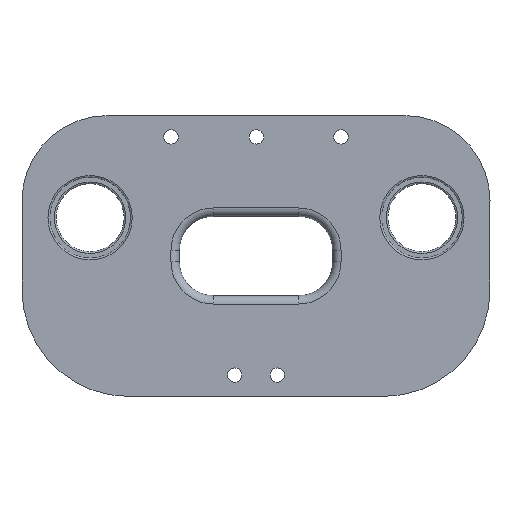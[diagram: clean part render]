
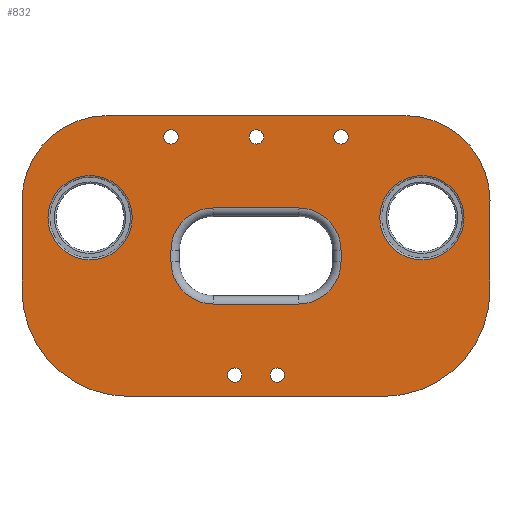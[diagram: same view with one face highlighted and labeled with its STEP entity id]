
A CAD part, front view. The second image highlights one B-rep face of the part: STEP entity #832.
In plain terms, the highlighted planar face has unit normal (0, -1, 0).
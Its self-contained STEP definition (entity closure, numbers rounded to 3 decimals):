
#40=FACE_BOUND('',#221,.T.);
#41=FACE_BOUND('',#222,.T.);
#42=FACE_BOUND('',#223,.T.);
#43=FACE_BOUND('',#224,.T.);
#44=FACE_BOUND('',#225,.T.);
#45=FACE_BOUND('',#226,.T.);
#46=FACE_BOUND('',#227,.T.);
#47=FACE_BOUND('',#228,.T.);
#58=LINE('',#1340,#107);
#59=LINE('',#1344,#108);
#60=LINE('',#1348,#109);
#61=LINE('',#1352,#110);
#62=LINE('',#1368,#111);
#63=LINE('',#1372,#112);
#64=LINE('',#1376,#113);
#65=LINE('',#1380,#114);
#107=VECTOR('',#1037,10.);
#108=VECTOR('',#1040,10.);
#109=VECTOR('',#1043,10.);
#110=VECTOR('',#1046,10.);
#111=VECTOR('',#1061,10.);
#112=VECTOR('',#1064,10.);
#113=VECTOR('',#1067,10.);
#114=VECTOR('',#1070,10.);
#156=PLANE('',#901);
#169=FACE_OUTER_BOUND('',#220,.T.);
#220=EDGE_LOOP('',(#572,#573,#574,#575,#576,#577,#578,#579));
#221=EDGE_LOOP('',(#580));
#222=EDGE_LOOP('',(#581));
#223=EDGE_LOOP('',(#582));
#224=EDGE_LOOP('',(#583));
#225=EDGE_LOOP('',(#584));
#226=EDGE_LOOP('',(#585));
#227=EDGE_LOOP('',(#586,#587,#588,#589,#590,#591,#592,#593));
#228=EDGE_LOOP('',(#594));
#288=CIRCLE('',#897,9.9);
#292=CIRCLE('',#902,25.);
#293=CIRCLE('',#903,20.);
#294=CIRCLE('',#904,20.);
#295=CIRCLE('',#905,25.);
#296=CIRCLE('',#906,9.9);
#297=CIRCLE('',#907,1.7);
#298=CIRCLE('',#908,1.7);
#299=CIRCLE('',#909,1.7);
#300=CIRCLE('',#910,1.7);
#301=CIRCLE('',#911,1.7);
#302=CIRCLE('',#912,10.);
#303=CIRCLE('',#913,10.);
#304=CIRCLE('',#914,10.);
#305=CIRCLE('',#915,10.);
#364=VERTEX_POINT('',#1330);
#367=VERTEX_POINT('',#1338);
#368=VERTEX_POINT('',#1339);
#369=VERTEX_POINT('',#1341);
#370=VERTEX_POINT('',#1343);
#371=VERTEX_POINT('',#1345);
#372=VERTEX_POINT('',#1347);
#373=VERTEX_POINT('',#1349);
#374=VERTEX_POINT('',#1351);
#375=VERTEX_POINT('',#1354);
#376=VERTEX_POINT('',#1356);
#377=VERTEX_POINT('',#1358);
#378=VERTEX_POINT('',#1360);
#379=VERTEX_POINT('',#1362);
#380=VERTEX_POINT('',#1364);
#381=VERTEX_POINT('',#1366);
#382=VERTEX_POINT('',#1367);
#383=VERTEX_POINT('',#1369);
#384=VERTEX_POINT('',#1371);
#385=VERTEX_POINT('',#1373);
#386=VERTEX_POINT('',#1375);
#387=VERTEX_POINT('',#1377);
#388=VERTEX_POINT('',#1379);
#442=EDGE_CURVE('',#364,#364,#288,.T.);
#446=EDGE_CURVE('',#367,#368,#58,.T.);
#447=EDGE_CURVE('',#368,#369,#292,.T.);
#448=EDGE_CURVE('',#369,#370,#59,.T.);
#449=EDGE_CURVE('',#370,#371,#293,.T.);
#450=EDGE_CURVE('',#371,#372,#60,.T.);
#451=EDGE_CURVE('',#372,#373,#294,.T.);
#452=EDGE_CURVE('',#373,#374,#61,.T.);
#453=EDGE_CURVE('',#374,#367,#295,.T.);
#454=EDGE_CURVE('',#375,#375,#296,.T.);
#455=EDGE_CURVE('',#376,#376,#297,.T.);
#456=EDGE_CURVE('',#377,#377,#298,.T.);
#457=EDGE_CURVE('',#378,#378,#299,.T.);
#458=EDGE_CURVE('',#379,#379,#300,.T.);
#459=EDGE_CURVE('',#380,#380,#301,.T.);
#460=EDGE_CURVE('',#381,#382,#62,.T.);
#461=EDGE_CURVE('',#383,#381,#302,.T.);
#462=EDGE_CURVE('',#384,#383,#63,.T.);
#463=EDGE_CURVE('',#385,#384,#303,.T.);
#464=EDGE_CURVE('',#386,#385,#64,.T.);
#465=EDGE_CURVE('',#387,#386,#304,.T.);
#466=EDGE_CURVE('',#388,#387,#65,.T.);
#467=EDGE_CURVE('',#382,#388,#305,.T.);
#572=ORIENTED_EDGE('',*,*,#446,.T.);
#573=ORIENTED_EDGE('',*,*,#447,.T.);
#574=ORIENTED_EDGE('',*,*,#448,.T.);
#575=ORIENTED_EDGE('',*,*,#449,.T.);
#576=ORIENTED_EDGE('',*,*,#450,.T.);
#577=ORIENTED_EDGE('',*,*,#451,.T.);
#578=ORIENTED_EDGE('',*,*,#452,.T.);
#579=ORIENTED_EDGE('',*,*,#453,.T.);
#580=ORIENTED_EDGE('',*,*,#454,.F.);
#581=ORIENTED_EDGE('',*,*,#455,.T.);
#582=ORIENTED_EDGE('',*,*,#456,.T.);
#583=ORIENTED_EDGE('',*,*,#457,.T.);
#584=ORIENTED_EDGE('',*,*,#458,.T.);
#585=ORIENTED_EDGE('',*,*,#459,.T.);
#586=ORIENTED_EDGE('',*,*,#460,.F.);
#587=ORIENTED_EDGE('',*,*,#461,.F.);
#588=ORIENTED_EDGE('',*,*,#462,.F.);
#589=ORIENTED_EDGE('',*,*,#463,.F.);
#590=ORIENTED_EDGE('',*,*,#464,.F.);
#591=ORIENTED_EDGE('',*,*,#465,.F.);
#592=ORIENTED_EDGE('',*,*,#466,.F.);
#593=ORIENTED_EDGE('',*,*,#467,.F.);
#594=ORIENTED_EDGE('',*,*,#442,.F.);
#832=ADVANCED_FACE('',(#169,#40,#41,#42,#43,#44,#45,#46,#47),#156,.T.);
#897=AXIS2_PLACEMENT_3D('',#1331,#1027,#1028);
#901=AXIS2_PLACEMENT_3D('',#1337,#1035,#1036);
#902=AXIS2_PLACEMENT_3D('',#1342,#1038,#1039);
#903=AXIS2_PLACEMENT_3D('',#1346,#1041,#1042);
#904=AXIS2_PLACEMENT_3D('',#1350,#1044,#1045);
#905=AXIS2_PLACEMENT_3D('',#1353,#1047,#1048);
#906=AXIS2_PLACEMENT_3D('',#1355,#1049,#1050);
#907=AXIS2_PLACEMENT_3D('',#1357,#1051,#1052);
#908=AXIS2_PLACEMENT_3D('',#1359,#1053,#1054);
#909=AXIS2_PLACEMENT_3D('',#1361,#1055,#1056);
#910=AXIS2_PLACEMENT_3D('',#1363,#1057,#1058);
#911=AXIS2_PLACEMENT_3D('',#1365,#1059,#1060);
#912=AXIS2_PLACEMENT_3D('',#1370,#1062,#1063);
#913=AXIS2_PLACEMENT_3D('',#1374,#1065,#1066);
#914=AXIS2_PLACEMENT_3D('',#1378,#1068,#1069);
#915=AXIS2_PLACEMENT_3D('',#1381,#1071,#1072);
#1027=DIRECTION('center_axis',(0.,-1.,0.));
#1028=DIRECTION('ref_axis',(1.,0.,0.));
#1035=DIRECTION('center_axis',(0.,-1.,0.));
#1036=DIRECTION('ref_axis',(1.,0.,0.));
#1037=DIRECTION('',(1.,0.,0.));
#1038=DIRECTION('center_axis',(0.,-1.,0.));
#1039=DIRECTION('ref_axis',(0.,0.,
-1.));
#1040=DIRECTION('',(0.,0.,1.));
#1041=DIRECTION('center_axis',(0.,-1.,0.));
#1042=DIRECTION('ref_axis',(1.,0.,0.));
#1043=DIRECTION('',(-1.,0.,0.));
#1044=DIRECTION('center_axis',(0.,-1.,0.));
#1045=DIRECTION('ref_axis',(0.,0.,1.));
#1046=DIRECTION('',(0.,0.,-1.));
#1047=DIRECTION('center_axis',(0.,-1.,0.));
#1048=DIRECTION('ref_axis',(-1.,0.,0.));
#1049=DIRECTION('center_axis',(0.,-1.,0.));
#1050=DIRECTION('ref_axis',(1.,0.,0.));
#1051=DIRECTION('center_axis',(0.,1.,0.));
#1052=DIRECTION('ref_axis',(0.,0.,1.));
#1053=DIRECTION('center_axis',(0.,1.,0.));
#1054=DIRECTION('ref_axis',(0.,0.,1.));
#1055=DIRECTION('center_axis',(0.,1.,0.));
#1056=DIRECTION('ref_axis',(0.,0.,1.));
#1057=DIRECTION('center_axis',(0.,1.,0.));
#1058=DIRECTION('ref_axis',(0.,0.,1.));
#1059=DIRECTION('center_axis',(0.,1.,0.));
#1060=DIRECTION('ref_axis',(0.,0.,1.));
#1061=DIRECTION('',(0.,0.,-1.));
#1062=DIRECTION('center_axis',(0.,-1.,0.));
#1063=DIRECTION('ref_axis',(-0.707,0.,0.707));
#1064=DIRECTION('',(-1.,0.,0.));
#1065=DIRECTION('center_axis',(0.,-1.,0.));
#1066=DIRECTION('ref_axis',(0.707,0.,0.707));
#1067=DIRECTION('',(0.,0.,1.));
#1068=DIRECTION('center_axis',(0.,-1.,0.));
#1069=DIRECTION('ref_axis',(0.707,0.,-0.707));
#1070=DIRECTION('',(1.,0.,0.));
#1071=DIRECTION('center_axis',(0.,-1.,0.));
#1072=DIRECTION('ref_axis',(-0.707,0.,-0.707));
#1330=CARTESIAN_POINT('',(77.476,53.694,467.519));
#1331=CARTESIAN_POINT('Origin',(77.476,53.694,477.419));
#1337=CARTESIAN_POINT('Origin',(116.476,53.694,468.419));
#1338=CARTESIAN_POINT('',(86.476,53.694,435.419));
#1339=CARTESIAN_POINT('',(146.476,53.694,435.419));
#1340=CARTESIAN_POINT('',(86.476,53.694,435.419));
#1341=CARTESIAN_POINT('',(171.476,53.694,460.419));
#1342=CARTESIAN_POINT('Origin',(146.476,53.694,460.419));
#1343=CARTESIAN_POINT('',(171.476,53.694,481.419));
#1344=CARTESIAN_POINT('',(171.476,53.694,460.419));
#1345=CARTESIAN_POINT('',(151.476,53.694,501.419));
#1346=CARTESIAN_POINT('Origin',(151.476,53.694,481.419));
#1347=CARTESIAN_POINT('',(81.476,53.694,501.419));
#1348=CARTESIAN_POINT('',(151.476,53.694,501.419));
#1349=CARTESIAN_POINT('',(61.476,53.694,481.419));
#1350=CARTESIAN_POINT('Origin',(81.476,53.694,481.419));
#1351=CARTESIAN_POINT('',(61.476,53.694,460.419));
#1352=CARTESIAN_POINT('',(61.476,53.694,481.419));
#1353=CARTESIAN_POINT('Origin',(86.476,53.694,460.419));
#1354=CARTESIAN_POINT('',(155.476,53.694,467.519));
#1355=CARTESIAN_POINT('Origin',(155.476,53.694,477.419));
#1356=CARTESIAN_POINT('',(111.476,53.694,438.719));
#1357=CARTESIAN_POINT('Origin',(111.476,53.694,440.419));
#1358=CARTESIAN_POINT('',(96.476,53.694,494.719));
#1359=CARTESIAN_POINT('Origin',(96.476,53.694,496.419));
#1360=CARTESIAN_POINT('',(136.476,53.694,494.719));
#1361=CARTESIAN_POINT('Origin',(136.476,53.694,496.419));
#1362=CARTESIAN_POINT('',(116.566,53.694,494.719));
#1363=CARTESIAN_POINT('Origin',(116.566,53.694,496.419));
#1364=CARTESIAN_POINT('',(121.476,53.694,438.719));
#1365=CARTESIAN_POINT('Origin',(121.476,53.694,440.419));
#1366=CARTESIAN_POINT('',(96.476,53.694,469.719));
#1367=CARTESIAN_POINT('',(96.476,53.694,467.119));
#1368=CARTESIAN_POINT('',(96.476,53.694,469.069));
#1369=CARTESIAN_POINT('',(106.476,53.694,479.719));
#1370=CARTESIAN_POINT('Origin',(106.476,53.694,469.719));
#1371=CARTESIAN_POINT('',(126.476,53.694,479.719));
#1372=CARTESIAN_POINT('',(121.476,53.694,479.719));
#1373=CARTESIAN_POINT('',(136.476,53.694,469.719));
#1374=CARTESIAN_POINT('Origin',(126.476,53.694,469.719));
#1375=CARTESIAN_POINT('',(136.476,53.694,467.119));
#1376=CARTESIAN_POINT('',(136.476,53.694,467.769));
#1377=CARTESIAN_POINT('',(126.476,53.694,457.119));
#1378=CARTESIAN_POINT('Origin',(126.476,53.694,467.119));
#1379=CARTESIAN_POINT('',(106.476,53.694,457.119));
#1380=CARTESIAN_POINT('',(111.476,53.694,457.119));
#1381=CARTESIAN_POINT('Origin',(106.476,53.694,467.119));
